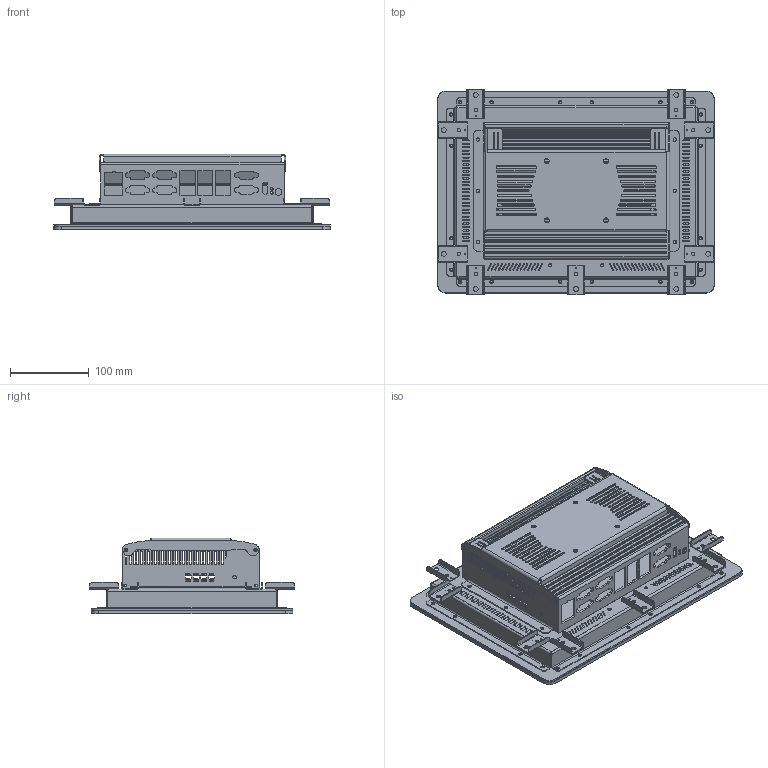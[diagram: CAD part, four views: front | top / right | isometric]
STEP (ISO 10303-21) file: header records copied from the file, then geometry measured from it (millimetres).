
FILE_DESCRIPTION(('STEP AP242'), '1');
FILE_NAME('Ñáîðêà_GX12', '', ('UNSPECIFIED'), ('UNSPECIFIED'), 'C3D Converter', 'C3D Toolkit', '');
FILE_SCHEMA(('AP242_MANAGED_MODEL_BASED_3D_ENGINEERING_MIM_LF { 1 0 10303 442 1 1 4 }'));
Length unit declared in the file: millimetre
Bounding box: 351 x 260 x 95.87 mm (x, y, z)
Volume: 1188165.5 mm3; surface area: 1051881.7 mm2
Topology: 4 solids, 5 shells, 5445 faces, 15463 edges, 10174 vertices
Faces by surface type: plane 2431, extrusion 2016, cylinder 982, bspline 16
Full cylindrical faces by diameter (mm): 1.6 x9, 2.5 x9, 2.6 x4, 3 x30, 3.5 x2, 4.2 x9, 4.22 x4, 4.3 x20, 4.35 x9, 4.5 x44, 5 x4, 6 x9, 6.1 x4, 6.5 x1, 8.5 x1
Entity records: 231699 total; most frequent: CARTESIAN_POINT 52585, ORIENTED_EDGE 30608, DIRECTION 21950, EDGE_CURVE 15304, VECTOR 10958, VERTEX_POINT 10174, LINE 8942, EDGE_LOOP 6442
